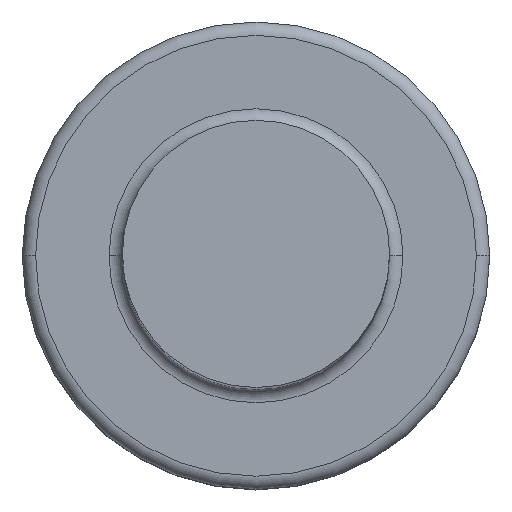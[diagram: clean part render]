
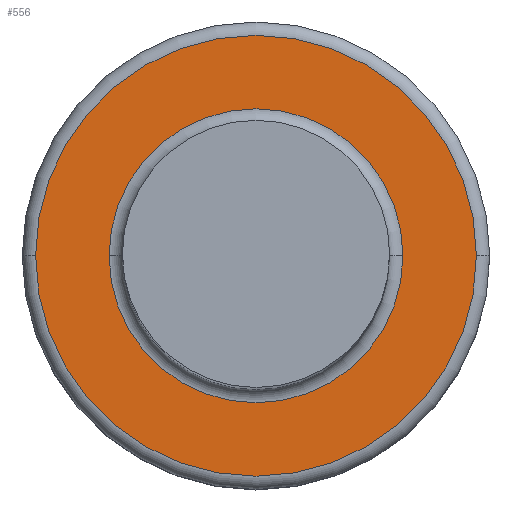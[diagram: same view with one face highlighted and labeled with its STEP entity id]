
A CAD part, top view. The second image highlights one B-rep face of the part: STEP entity #556.
In plain terms, the highlighted planar face has unit normal (0, 0, 1).
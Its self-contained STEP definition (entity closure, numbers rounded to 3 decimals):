
#1 = CARTESIAN_POINT ( 'NONE',  ( 0., 0., 2. ) ) ;
#8 = CARTESIAN_POINT ( 'NONE',  ( 1.1, 0., 2. ) ) ;
#10 = PLANE ( 'NONE',  #347 ) ;
#11 = EDGE_LOOP ( 'NONE', ( #117, #138 ) ) ;
#26 = AXIS2_PLACEMENT_3D ( 'NONE', #397, #538, #436 ) ;
#47 = CIRCLE ( 'NONE', #26, 1.65 ) ;
#56 = CIRCLE ( 'NONE', #601, 1.65 ) ;
#80 = CIRCLE ( 'NONE', #177, 1.1 ) ;
#99 = FACE_BOUND ( 'NONE', #258, .T. ) ;
#102 = DIRECTION ( 'NONE',  ( 0., 0., -1. ) ) ;
#117 = ORIENTED_EDGE ( 'NONE', *, *, #596, .T. ) ;
#124 = ORIENTED_EDGE ( 'NONE', *, *, #443, .T. ) ;
#129 = DIRECTION ( 'NONE',  ( 1., 0., 0. ) ) ;
#130 = VERTEX_POINT ( 'NONE', #219 ) ;
#136 = CARTESIAN_POINT ( 'NONE',  ( 0., 0., 2. ) ) ;
#138 = ORIENTED_EDGE ( 'NONE', *, *, #358, .T. ) ;
#141 = DIRECTION ( 'NONE',  ( 1., 0., 0. ) ) ;
#177 = AXIS2_PLACEMENT_3D ( 'NONE', #223, #555, #129 ) ;
#200 = DIRECTION ( 'NONE',  ( 0., 0., 1. ) ) ;
#219 = CARTESIAN_POINT ( 'NONE',  ( 1.65, 0., 2. ) ) ;
#223 = CARTESIAN_POINT ( 'NONE',  ( 0., 0., 2. ) ) ;
#225 = VERTEX_POINT ( 'NONE', #260 ) ;
#227 = AXIS2_PLACEMENT_3D ( 'NONE', #383, #102, #141 ) ;
#258 = EDGE_LOOP ( 'NONE', ( #404, #124 ) ) ;
#260 = CARTESIAN_POINT ( 'NONE',  ( -1.65, 0., 2. ) ) ;
#290 = DIRECTION ( 'NONE',  ( 1., 0., 0. ) ) ;
#324 = DIRECTION ( 'NONE',  ( 1., 0., 0. ) ) ;
#331 = CARTESIAN_POINT ( 'NONE',  ( -1.1, 0., 2. ) ) ;
#347 = AXIS2_PLACEMENT_3D ( 'NONE', #1, #200, #290 ) ;
#358 = EDGE_CURVE ( 'NONE', #225, #130, #56, .T. ) ;
#374 = VERTEX_POINT ( 'NONE', #331 ) ;
#380 = DIRECTION ( 'NONE',  ( 0., 0., 1. ) ) ;
#383 = CARTESIAN_POINT ( 'NONE',  ( 0., 0., 2. ) ) ;
#397 = CARTESIAN_POINT ( 'NONE',  ( 0., 0., 2. ) ) ;
#404 = ORIENTED_EDGE ( 'NONE', *, *, #549, .T. ) ;
#436 = DIRECTION ( 'NONE',  ( 1., 0., 0. ) ) ;
#443 = EDGE_CURVE ( 'NONE', #374, #557, #80, .T. ) ;
#476 = FACE_OUTER_BOUND ( 'NONE', #11, .T. ) ;
#511 = CIRCLE ( 'NONE', #227, 1.1 ) ;
#538 = DIRECTION ( 'NONE',  ( 0., 0., 1. ) ) ;
#549 = EDGE_CURVE ( 'NONE', #557, #374, #511, .T. ) ;
#555 = DIRECTION ( 'NONE',  ( 0., 0., -1. ) ) ;
#556 = ADVANCED_FACE ( 'NONE', ( #99, #476 ), #10, .T. ) ;
#557 = VERTEX_POINT ( 'NONE', #8 ) ;
#596 = EDGE_CURVE ( 'NONE', #130, #225, #47, .T. ) ;
#601 = AXIS2_PLACEMENT_3D ( 'NONE', #136, #380, #324 ) ;
